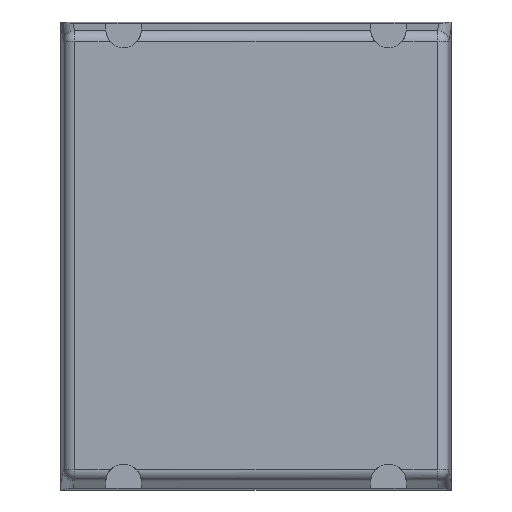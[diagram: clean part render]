
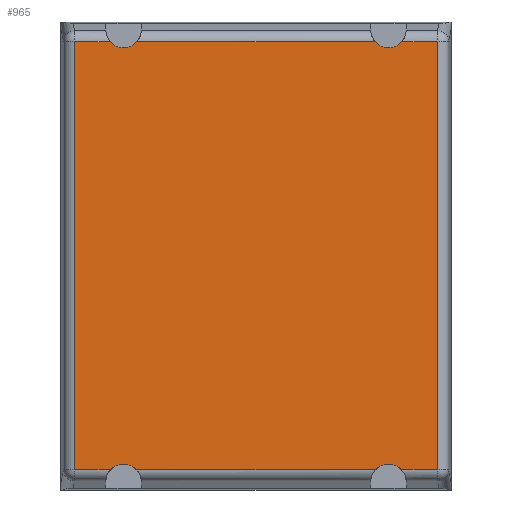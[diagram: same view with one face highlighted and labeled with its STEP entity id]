
A CAD part, top view. The second image highlights one B-rep face of the part: STEP entity #965.
In plain terms, the highlighted planar face has unit normal (0, 0, 1).
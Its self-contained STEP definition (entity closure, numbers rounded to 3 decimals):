
#341=CARTESIAN_POINT('',(141.508,97.002,101.5));
#342=VERTEX_POINT('',#341);
#362=CARTESIAN_POINT('',(153.492,97.002,101.5));
#363=VERTEX_POINT('',#362);
#364=CARTESIAN_POINT('',(147.5,102.302,101.5));
#365=DIRECTION('',(0.0,0.0,-1.0));
#366=DIRECTION('',(-1.0,0.0,0.0));
#367=AXIS2_PLACEMENT_3D('',#364,#365,#366);
#368=CIRCLE('',#367,8.0);
#369=EDGE_CURVE('',#363,#342,#368,.T.);
#506=CARTESIAN_POINT('',(153.492,-97.002,101.5));
#507=VERTEX_POINT('',#506);
#527=CARTESIAN_POINT('',(141.508,-97.002,101.5));
#528=VERTEX_POINT('',#527);
#529=CARTESIAN_POINT('',(147.5,-102.302,101.5));
#530=DIRECTION('',(0.0,0.0,-1.0));
#531=DIRECTION('',(1.0,0.0,0.0));
#532=AXIS2_PLACEMENT_3D('',#529,#530,#531);
#533=CIRCLE('',#532,8.0);
#534=EDGE_CURVE('',#528,#507,#533,.T.);
#661=CARTESIAN_POINT('',(169.775,97.002,101.5));
#662=VERTEX_POINT('',#661);
#663=CARTESIAN_POINT('',(153.492,97.002,101.5));
#664=DIRECTION('',(1.0,0.0,0.0));
#665=VECTOR('',#664,16.282);
#666=LINE('',#663,#665);
#667=EDGE_CURVE('',#363,#662,#666,.T.);
#727=CARTESIAN_POINT('',(33.492,-97.002,101.5));
#728=VERTEX_POINT('',#727);
#729=CARTESIAN_POINT('',(141.508,-97.002,101.5));
#730=DIRECTION('',(-1.0,0.0,0.0));
#731=VECTOR('',#730,108.015);
#732=LINE('',#729,#731);
#733=EDGE_CURVE('',#528,#728,#732,.T.);
#892=CARTESIAN_POINT('',(-1.,-101.05,101.5));
#893=DIRECTION('',(0.0,0.0,1.0));
#894=DIRECTION('',(1.0,0.0,0.0));
#895=AXIS2_PLACEMENT_3D('',#892,#893,#894);
#896=PLANE('',#895);
#897=ORIENTED_EDGE('',*,*,#369,.T.);
#898=CARTESIAN_POINT('',(33.492,97.002,101.5));
#899=VERTEX_POINT('',#898);
#900=CARTESIAN_POINT('',(33.492,97.002,101.5));
#901=DIRECTION('',(1.0,0.0,0.0));
#902=VECTOR('',#901,108.015);
#903=LINE('',#900,#902);
#904=EDGE_CURVE('',#899,#342,#903,.T.);
#905=ORIENTED_EDGE('',*,*,#904,.F.);
#906=CARTESIAN_POINT('',(21.508,97.002,101.5));
#907=VERTEX_POINT('',#906);
#908=CARTESIAN_POINT('',(27.5,102.302,101.5));
#909=DIRECTION('',(0.0,0.0,-1.0));
#910=DIRECTION('',(-1.0,0.0,0.0));
#911=AXIS2_PLACEMENT_3D('',#908,#909,#910);
#912=CIRCLE('',#911,8.0);
#913=EDGE_CURVE('',#899,#907,#912,.T.);
#914=ORIENTED_EDGE('',*,*,#913,.T.);
#915=CARTESIAN_POINT('',(5.225,97.002,101.5));
#916=VERTEX_POINT('',#915);
#917=CARTESIAN_POINT('',(5.225,97.002,101.5));
#918=DIRECTION('',(1.0,0.0,0.0));
#919=VECTOR('',#918,16.282);
#920=LINE('',#917,#919);
#921=EDGE_CURVE('',#916,#907,#920,.T.);
#922=ORIENTED_EDGE('',*,*,#921,.F.);
#923=CARTESIAN_POINT('',(5.225,-97.002,101.5));
#924=VERTEX_POINT('',#923);
#925=CARTESIAN_POINT('',(5.225,-97.002,101.5));
#926=DIRECTION('',(0.0,1.0,0.0));
#927=VECTOR('',#926,194.003);
#928=LINE('',#925,#927);
#929=EDGE_CURVE('',#924,#916,#928,.T.);
#930=ORIENTED_EDGE('',*,*,#929,.F.);
#931=CARTESIAN_POINT('',(21.508,-97.002,101.5));
#932=VERTEX_POINT('',#931);
#933=CARTESIAN_POINT('',(21.508,-97.002,101.5));
#934=DIRECTION('',(-1.0,0.0,0.0));
#935=VECTOR('',#934,16.282);
#936=LINE('',#933,#935);
#937=EDGE_CURVE('',#932,#924,#936,.T.);
#938=ORIENTED_EDGE('',*,*,#937,.F.);
#939=CARTESIAN_POINT('',(27.5,-102.302,101.5));
#940=DIRECTION('',(0.0,0.0,-1.0));
#941=DIRECTION('',(1.0,0.0,0.0));
#942=AXIS2_PLACEMENT_3D('',#939,#940,#941);
#943=CIRCLE('',#942,8.0);
#944=EDGE_CURVE('',#932,#728,#943,.T.);
#945=ORIENTED_EDGE('',*,*,#944,.T.);
#946=ORIENTED_EDGE('',*,*,#733,.F.);
#947=ORIENTED_EDGE('',*,*,#534,.T.);
#948=CARTESIAN_POINT('',(169.775,-97.002,101.5));
#949=VERTEX_POINT('',#948);
#950=CARTESIAN_POINT('',(169.775,-97.002,101.5));
#951=DIRECTION('',(-1.0,0.0,0.0));
#952=VECTOR('',#951,16.282);
#953=LINE('',#950,#952);
#954=EDGE_CURVE('',#949,#507,#953,.T.);
#955=ORIENTED_EDGE('',*,*,#954,.F.);
#956=CARTESIAN_POINT('',(169.775,97.002,101.5));
#957=DIRECTION('',(0.0,-1.0,0.0));
#958=VECTOR('',#957,194.003);
#959=LINE('',#956,#958);
#960=EDGE_CURVE('',#662,#949,#959,.T.);
#961=ORIENTED_EDGE('',*,*,#960,.F.);
#962=ORIENTED_EDGE('',*,*,#667,.F.);
#963=EDGE_LOOP('',(#897,#905,#914,#922,#930,#938,#945,#946,#947,#955,#961,#962));
#964=FACE_OUTER_BOUND('',#963,.T.);
#965=ADVANCED_FACE('',(#964),#896,.T.);
